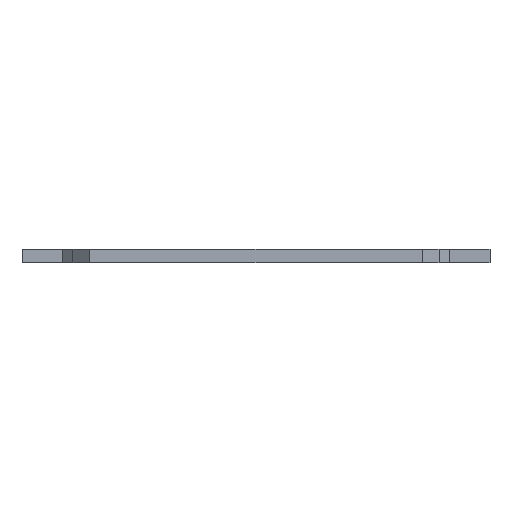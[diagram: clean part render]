
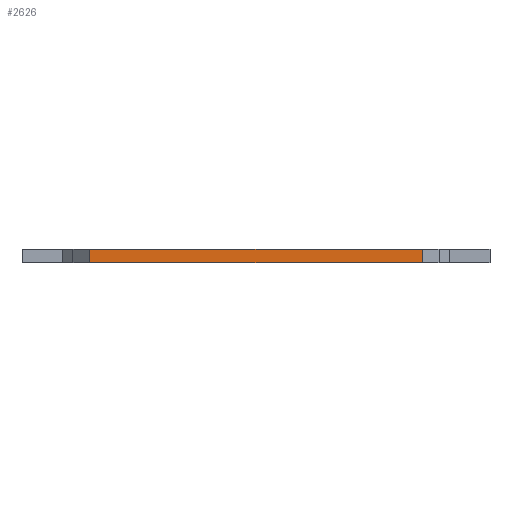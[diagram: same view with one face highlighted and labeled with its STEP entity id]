
A CAD part, front view. The second image highlights one B-rep face of the part: STEP entity #2626.
In plain terms, the highlighted planar face has unit normal (0, -1, 0).
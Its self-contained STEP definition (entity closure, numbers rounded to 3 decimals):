
#26=DIRECTION('',(-1.,0.,0.));
#27=VECTOR('',#26,19.9);
#28=CARTESIAN_POINT('',(9.95,0.,0.));
#29=LINE('',#28,#27);
#34=DIRECTION('',(0.,0.,1.));
#35=VECTOR('',#34,0.8);
#36=CARTESIAN_POINT('',(9.95,0.,-0.8));
#37=LINE('',#36,#35);
#41=DIRECTION('',(1.,0.,0.));
#42=VECTOR('',#41,19.9);
#43=CARTESIAN_POINT('',(-9.95,0.,-0.8));
#44=LINE('',#43,#42);
#1509=DIRECTION('',(0.,0.,1.));
#1510=VECTOR('',#1509,0.8);
#1511=CARTESIAN_POINT('',(-9.95,0.,-0.8));
#1512=LINE('',#1511,#1510);
#2083=CARTESIAN_POINT('',(9.95,0.,-0.8));
#2084=CARTESIAN_POINT('',(9.95,0.,0.));
#2085=VERTEX_POINT('',#2083);
#2086=VERTEX_POINT('',#2084);
#2087=CARTESIAN_POINT('',(-9.95,0.,-0.8));
#2088=VERTEX_POINT('',#2087);
#2089=CARTESIAN_POINT('',(-9.95,0.,0.));
#2090=VERTEX_POINT('',#2089);
#2611=CARTESIAN_POINT('',(-0.65,0.,0.));
#2612=DIRECTION('',(0.,-1.,0.));
#2613=DIRECTION('',(-1.,0.,0.));
#2614=AXIS2_PLACEMENT_3D('',#2611,#2612,#2613);
#2615=PLANE('',#2614);
#2617=ORIENTED_EDGE('',*,*,#2616,.F.);
#2619=ORIENTED_EDGE('',*,*,#2618,.F.);
#2621=ORIENTED_EDGE('',*,*,#2620,.F.);
#2623=ORIENTED_EDGE('',*,*,#2622,.T.);
#2624=EDGE_LOOP('',(#2617,#2619,#2621,#2623));
#2625=FACE_OUTER_BOUND('',#2624,.F.);
#2616=EDGE_CURVE('',#2086,#2090,#29,.T.);
#2618=EDGE_CURVE('',#2085,#2086,#37,.T.);
#2620=EDGE_CURVE('',#2088,#2085,#44,.T.);
#2622=EDGE_CURVE('',#2088,#2090,#1512,.T.);
#2626=ADVANCED_FACE('',(#2625),#2615,.T.);
